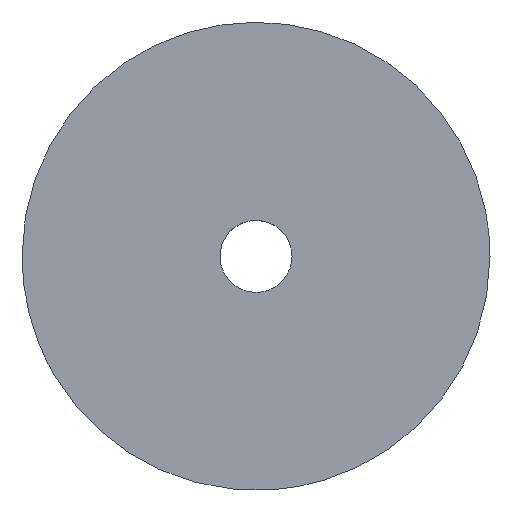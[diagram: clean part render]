
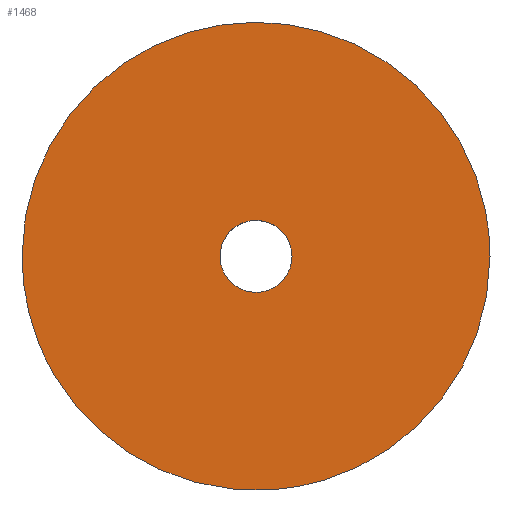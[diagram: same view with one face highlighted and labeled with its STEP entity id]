
A CAD part, top view. The second image highlights one B-rep face of the part: STEP entity #1468.
In plain terms, the highlighted free-form (B-spline) face has degree [1, 1] with [2, 2] control points.
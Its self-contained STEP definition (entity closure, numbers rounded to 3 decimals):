
#534=CARTESIAN_POINT('',(1.02,-12.96,15.));
#535=VERTEX_POINT('',#534);
#541=CARTESIAN_POINT('',(-12.088,-4.783,15.));
#542=VERTEX_POINT('',#541);
#543=CARTESIAN_POINT('',(1.02,-12.96,15.));
#544=CARTESIAN_POINT('',(0.511,-13.,15.));
#545=CARTESIAN_POINT('',(0.,-13.,15.));
#546=CARTESIAN_POINT('',(-8.837,-13.,15.));
#547=CARTESIAN_POINT('',(-12.088,-4.783,15.));
#555=(BOUNDED_CURVE()B_SPLINE_CURVE(2,(#543,#544,#545,#546,#547),.UNSPECIFIED.,.F.,.U.)B_SPLINE_CURVE_WITH_KNOTS((3,2,3),(0.736,0.75,0.938),.UNSPECIFIED.)CURVE()GEOMETRIC_REPRESENTATION_ITEM()RATIONAL_B_SPLINE_CURVE((0.97,0.984,1.0,0.78,0.89))REPRESENTATION_ITEM(''));
#556=EDGE_CURVE('',#535,#542,#555,.T.);
#608=CARTESIAN_POINT('',(-13.0,0.0,15.0));
#609=VERTEX_POINT('',#608);
#610=CARTESIAN_POINT('',(-12.088,-4.783,15.));
#611=CARTESIAN_POINT('',(-13.,-2.478,15.));
#612=CARTESIAN_POINT('',(-13.0,0.0,15.0));
#620=(BOUNDED_CURVE()B_SPLINE_CURVE(2,(#610,#611,#612),.UNSPECIFIED.,.F.,.U.)B_SPLINE_CURVE_WITH_KNOTS((3,3),(0.938,1.0),.UNSPECIFIED.)CURVE()GEOMETRIC_REPRESENTATION_ITEM()RATIONAL_B_SPLINE_CURVE((0.89,0.927,1.0))REPRESENTATION_ITEM(''));
#621=EDGE_CURVE('',#542,#609,#620,.T.);
#623=CARTESIAN_POINT('',(13.0,0.0,15.0));
#624=VERTEX_POINT('',#623);
#625=CARTESIAN_POINT('',(-13.0,0.0,15.0));
#626=CARTESIAN_POINT('',(-13.0,13.0,15.));
#627=CARTESIAN_POINT('',(0.0,13.0,15.0));
#628=CARTESIAN_POINT('',(13.0,13.0,15.));
#629=CARTESIAN_POINT('',(13.0,0.0,15.0));
#637=(BOUNDED_CURVE()B_SPLINE_CURVE(2,(#625,#626,#627,#628,#629),.UNSPECIFIED.,.F.,.U.)B_SPLINE_CURVE_WITH_KNOTS((3,2,3),(0.0,0.25,0.5),.UNSPECIFIED.)CURVE()GEOMETRIC_REPRESENTATION_ITEM()RATIONAL_B_SPLINE_CURVE((1.0,0.707,1.0,0.707,1.0))REPRESENTATION_ITEM(''));
#638=EDGE_CURVE('',#609,#624,#637,.T.);
#640=CARTESIAN_POINT('',(13.0,0.0,15.0));
#641=CARTESIAN_POINT('',(13.,-12.017,15.));
#642=CARTESIAN_POINT('',(1.02,-12.96,15.));
#650=(BOUNDED_CURVE()B_SPLINE_CURVE(2,(#640,#641,#642),.UNSPECIFIED.,.F.,.U.)B_SPLINE_CURVE_WITH_KNOTS((3,3),(0.5,0.736),.UNSPECIFIED.)CURVE()GEOMETRIC_REPRESENTATION_ITEM()RATIONAL_B_SPLINE_CURVE((1.0,0.723,0.97))REPRESENTATION_ITEM(''));
#651=EDGE_CURVE('',#624,#535,#650,.T.);
#739=CARTESIAN_POINT('',(-0.236,1.986,15.0));
#740=VERTEX_POINT('',#739);
#741=CARTESIAN_POINT('',(2.0,0.0,15.0));
#742=VERTEX_POINT('',#741);
#743=CARTESIAN_POINT('',(-0.236,1.986,15.));
#744=CARTESIAN_POINT('',(-0.118,2.0,15.));
#745=CARTESIAN_POINT('',(0.0,2.0,15.0));
#746=CARTESIAN_POINT('',(2.,2.,15.));
#747=CARTESIAN_POINT('',(2.0,0.0,15.0));
#755=(BOUNDED_CURVE()B_SPLINE_CURVE(2,(#743,#744,#745,#746,#747),.UNSPECIFIED.,.F.,.U.)B_SPLINE_CURVE_WITH_KNOTS((3,2,3),(0.23,0.25,0.5),.UNSPECIFIED.)CURVE()GEOMETRIC_REPRESENTATION_ITEM()RATIONAL_B_SPLINE_CURVE((0.956,0.976,1.0,0.707,1.0))REPRESENTATION_ITEM(''));
#756=EDGE_CURVE('',#740,#742,#755,.T.);
#797=CARTESIAN_POINT('',(0.122,-1.996,15.0));
#798=VERTEX_POINT('',#797);
#804=CARTESIAN_POINT('',(2.0,0.0,15.0));
#805=CARTESIAN_POINT('',(2.,-1.881,15.));
#806=CARTESIAN_POINT('',(0.122,-1.996,15.));
#814=(BOUNDED_CURVE()B_SPLINE_CURVE(2,(#804,#805,#806),.UNSPECIFIED.,.F.,.U.)B_SPLINE_CURVE_WITH_KNOTS((3,3),(0.5,0.739),.UNSPECIFIED.)CURVE()GEOMETRIC_REPRESENTATION_ITEM()RATIONAL_B_SPLINE_CURVE((1.0,0.72,0.976))REPRESENTATION_ITEM(''));
#815=EDGE_CURVE('',#742,#798,#814,.T.);
#838=CARTESIAN_POINT('',(-2.0,0.0,15.0));
#839=VERTEX_POINT('',#838);
#840=CARTESIAN_POINT('',(-2.0,0.0,15.0));
#841=CARTESIAN_POINT('',(-2.,1.776,15.0));
#842=CARTESIAN_POINT('',(-0.236,1.986,15.));
#850=(BOUNDED_CURVE()B_SPLINE_CURVE(2,(#840,#841,#842),.UNSPECIFIED.,.F.,.U.)B_SPLINE_CURVE_WITH_KNOTS((3,3),(0.0,0.23),.UNSPECIFIED.)CURVE()GEOMETRIC_REPRESENTATION_ITEM()RATIONAL_B_SPLINE_CURVE((1.0,0.731,0.956))REPRESENTATION_ITEM(''));
#851=EDGE_CURVE('',#839,#740,#850,.T.);
#853=CARTESIAN_POINT('',(0.122,-1.996,15.0));
#854=CARTESIAN_POINT('',(0.061,-2.,15.0));
#855=CARTESIAN_POINT('',(0.0,-2.0,15.0));
#856=CARTESIAN_POINT('',(-2.,-2.,15.));
#857=CARTESIAN_POINT('',(-2.0,0.0,15.0));
#865=(BOUNDED_CURVE()B_SPLINE_CURVE(2,(#853,#854,#855,#856,#857),.UNSPECIFIED.,.F.,.U.)B_SPLINE_CURVE_WITH_KNOTS((3,2,3),(0.739,0.75,1.0),.UNSPECIFIED.)CURVE()GEOMETRIC_REPRESENTATION_ITEM()RATIONAL_B_SPLINE_CURVE((0.976,0.988,1.0,0.707,1.0))REPRESENTATION_ITEM(''));
#866=EDGE_CURVE('',#798,#839,#865,.T.);
#1451=CARTESIAN_POINT('',(14.299,-14.298,15.0));
#1452=CARTESIAN_POINT('',(-14.299,-14.298,15.0));
#1453=CARTESIAN_POINT('',(14.299,14.299,15.0));
#1454=CARTESIAN_POINT('',(-14.299,14.299,15.0));
#1455=B_SPLINE_SURFACE_WITH_KNOTS('',1,1,((#1451,#1453),(#1452,#1454)),.UNSPECIFIED.,.F.,.F.,.U.,(2,2),(2,2),(0.0,28.597),(0.0,28.597),.UNSPECIFIED.);
#1456=ORIENTED_EDGE('',*,*,#621,.F.);
#1457=ORIENTED_EDGE('',*,*,#556,.F.);
#1458=ORIENTED_EDGE('',*,*,#651,.F.);
#1459=ORIENTED_EDGE('',*,*,#638,.F.);
#1460=EDGE_LOOP('',(#1456,#1457,#1458,#1459));
#1461=FACE_OUTER_BOUND('',#1460,.T.);
#1462=ORIENTED_EDGE('',*,*,#815,.T.);
#1463=ORIENTED_EDGE('',*,*,#866,.T.);
#1464=ORIENTED_EDGE('',*,*,#851,.T.);
#1465=ORIENTED_EDGE('',*,*,#756,.T.);
#1466=EDGE_LOOP('',(#1462,#1463,#1464,#1465));
#1467=FACE_BOUND('',#1466,.T.);
#1468=ADVANCED_FACE('',(#1461,#1467),#1455,.F.);
